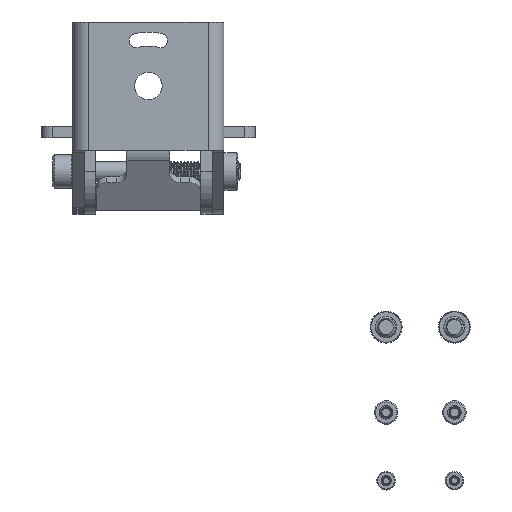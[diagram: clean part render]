
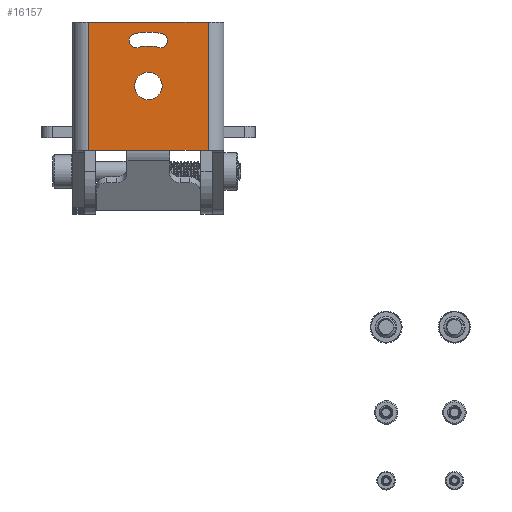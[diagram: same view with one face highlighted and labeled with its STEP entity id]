
A CAD part, front view. The second image highlights one B-rep face of the part: STEP entity #16157.
In plain terms, the highlighted planar face has unit normal (0, -1, 0).
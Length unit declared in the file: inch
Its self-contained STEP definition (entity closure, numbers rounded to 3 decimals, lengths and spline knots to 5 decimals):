
#319 = ORIENTED_EDGE ( 'NONE', *, *, #13750, .T. ) ;
#323 = DIRECTION ( 'NONE',  ( -1., 0., 0. ) ) ;
#656 = CARTESIAN_POINT ( 'NONE',  ( -0.7, 0., 0.75 ) ) ;
#852 = LINE ( 'NONE', #16702, #7264 ) ;
#919 = EDGE_CURVE ( 'NONE', #24516, #28684, #852, .T. ) ;
#1187 = EDGE_CURVE ( 'NONE', #3934, #13362, #16866, .T. ) ;
#1282 = ORIENTED_EDGE ( 'NONE', *, *, #12480, .F. ) ;
#1853 = EDGE_CURVE ( 'NONE', #31081, #3934, #24094, .T. ) ;
#2211 = EDGE_CURVE ( 'NONE', #24516, #33939, #17517, .T. ) ;
#2253 = PLANE ( 'NONE',  #15413 ) ;
#2686 = CARTESIAN_POINT ( 'NONE',  ( 0., 0., 0.4675 ) ) ;
#2860 = AXIS2_PLACEMENT_3D ( 'NONE', #11478, #22381, #30339 ) ;
#3153 = CARTESIAN_POINT ( 'NONE',  ( 0.7, 0., -0.75 ) ) ;
#3358 = VECTOR ( 'NONE', #17172, 39.37008 ) ;
#3559 = DIRECTION ( 'NONE',  ( 0., -1., 0. ) ) ;
#3602 = DIRECTION ( 'NONE',  ( 0., 0., 1. ) ) ;
#3934 = VERTEX_POINT ( 'NONE', #15628 ) ;
#5065 = EDGE_CURVE ( 'NONE', #31345, #21250, #21475, .T. ) ;
#5406 = VERTEX_POINT ( 'NONE', #2686 ) ;
#6802 = DIRECTION ( 'NONE',  ( 0., 1., 0. ) ) ;
#7264 = VECTOR ( 'NONE', #323, 39.37008 ) ;
#7321 = DIRECTION ( 'NONE',  ( 0., 0., 1. ) ) ;
#7369 = DIRECTION ( 'NONE',  ( 0., 0., 1. ) ) ;
#7580 = DIRECTION ( 'NONE',  ( 0., -1., 0. ) ) ;
#7674 = CIRCLE ( 'NONE', #9949, 0.6325 ) ;
#7739 = AXIS2_PLACEMENT_3D ( 'NONE', #28447, #34039, #28104 ) ;
#8481 = CARTESIAN_POINT ( 'NONE',  ( 0., 0., 0. ) ) ;
#8494 = ORIENTED_EDGE ( 'NONE', *, *, #1187, .F. ) ;
#8709 = CARTESIAN_POINT ( 'NONE',  ( 0.121, 0., 0.45157 ) ) ;
#9427 = LINE ( 'NONE', #656, #18422 ) ;
#9828 = ORIENTED_EDGE ( 'NONE', *, *, #30121, .T. ) ;
#9949 = AXIS2_PLACEMENT_3D ( 'NONE', #8481, #3559, #24167 ) ;
#10185 = CARTESIAN_POINT ( 'NONE',  ( 0., 0., 0. ) ) ;
#10486 = ORIENTED_EDGE ( 'NONE', *, *, #919, .F. ) ;
#11391 = DIRECTION ( 'NONE',  ( 0., -1., 0. ) ) ;
#11478 = CARTESIAN_POINT ( 'NONE',  ( 0., 0., 0. ) ) ;
#12480 = EDGE_CURVE ( 'NONE', #13362, #31345, #7674, .T. ) ;
#12836 = FACE_BOUND ( 'NONE', #34520, .T. ) ;
#13055 = DIRECTION ( 'NONE',  ( 0., 0., 1. ) ) ;
#13138 = LINE ( 'NONE', #23869, #28596 ) ;
#13362 = VERTEX_POINT ( 'NONE', #26969 ) ;
#13750 = EDGE_CURVE ( 'NONE', #20473, #23041, #28763, .T. ) ;
#14758 = DIRECTION ( 'NONE',  ( 0., -1., 0. ) ) ;
#14780 = EDGE_CURVE ( 'NONE', #21250, #5406, #18682, .T. ) ;
#15413 = AXIS2_PLACEMENT_3D ( 'NONE', #10185, #20929, #7369 ) ;
#15628 = CARTESIAN_POINT ( 'NONE',  ( 0.1637, 0., 0.61095 ) ) ;
#15814 = VERTEX_POINT ( 'NONE', #30485 ) ;
#16157 = ADVANCED_FACE ( 'NONE', ( #16667, #12836, #34278 ), #2253, .F. ) ;
#16667 = FACE_BOUND ( 'NONE', #22699, .T. ) ;
#16702 = CARTESIAN_POINT ( 'NONE',  ( -0.75, 0., -0.75 ) ) ;
#16866 = CIRCLE ( 'NONE', #31487, 0.6325 ) ;
#17172 = DIRECTION ( 'NONE',  ( 0., 0., 1. ) ) ;
#17502 = EDGE_CURVE ( 'NONE', #5406, #31081, #18238, .T. ) ;
#17517 = LINE ( 'NONE', #25444, #3358 ) ;
#18238 = CIRCLE ( 'NONE', #25499, 0.4675 ) ;
#18422 = VECTOR ( 'NONE', #20180, 39.37008 ) ;
#18626 = ORIENTED_EDGE ( 'NONE', *, *, #5065, .F. ) ;
#18656 = CARTESIAN_POINT ( 'NONE',  ( 0.7, 0., 0.75 ) ) ;
#18682 = CIRCLE ( 'NONE', #26567, 0.4675 ) ;
#18969 = CARTESIAN_POINT ( 'NONE',  ( 0.14235, 0., 0.53126 ) ) ;
#20150 = CARTESIAN_POINT ( 'NONE',  ( 0., 0., 0. ) ) ;
#20180 = DIRECTION ( 'NONE',  ( 0., 0., -1. ) ) ;
#20203 = DIRECTION ( 'NONE',  ( 0., 0., 1. ) ) ;
#20269 = CARTESIAN_POINT ( 'NONE',  ( -0.121, 0., 0.45157 ) ) ;
#20473 = VERTEX_POINT ( 'NONE', #23424 ) ;
#20772 = CARTESIAN_POINT ( 'NONE',  ( -0.7, 0., -0.75 ) ) ;
#20929 = DIRECTION ( 'NONE',  ( 0., 1., 0. ) ) ;
#21250 = VERTEX_POINT ( 'NONE', #20269 ) ;
#21316 = ORIENTED_EDGE ( 'NONE', *, *, #31184, .T. ) ;
#21475 = CIRCLE ( 'NONE', #33835, 0.0825 ) ;
#22123 = DIRECTION ( 'NONE',  ( 0., 0., 1. ) ) ;
#22381 = DIRECTION ( 'NONE',  ( 0., 1., 0. ) ) ;
#22699 = EDGE_LOOP ( 'NONE', ( #26160, #18626, #1282, #8494, #23622, #25312 ) ) ;
#22947 = CIRCLE ( 'NONE', #7739, 0.1615 ) ;
#23041 = VERTEX_POINT ( 'NONE', #28194 ) ;
#23424 = CARTESIAN_POINT ( 'NONE',  ( 0., 0., -0.1615 ) ) ;
#23622 = ORIENTED_EDGE ( 'NONE', *, *, #1853, .F. ) ;
#23773 = ORIENTED_EDGE ( 'NONE', *, *, #2211, .T. ) ;
#23869 = CARTESIAN_POINT ( 'NONE',  ( -0.75, 0., 0.75 ) ) ;
#24094 = CIRCLE ( 'NONE', #24741, 0.0825 ) ;
#24167 = DIRECTION ( 'NONE',  ( 0., 0., 1. ) ) ;
#24516 = VERTEX_POINT ( 'NONE', #3153 ) ;
#24741 = AXIS2_PLACEMENT_3D ( 'NONE', #18969, #11391, #22123 ) ;
#25312 = ORIENTED_EDGE ( 'NONE', *, *, #17502, .F. ) ;
#25444 = CARTESIAN_POINT ( 'NONE',  ( 0.7, 0., -0.75 ) ) ;
#25499 = AXIS2_PLACEMENT_3D ( 'NONE', #31463, #6802, #7321 ) ;
#26160 = ORIENTED_EDGE ( 'NONE', *, *, #14780, .F. ) ;
#26567 = AXIS2_PLACEMENT_3D ( 'NONE', #20150, #28256, #3602 ) ;
#26631 = CARTESIAN_POINT ( 'NONE',  ( -0.14235, 0., 0.53126 ) ) ;
#26969 = CARTESIAN_POINT ( 'NONE',  ( 0., 0., 0.6325 ) ) ;
#28104 = DIRECTION ( 'NONE',  ( 0., 0., 1. ) ) ;
#28194 = CARTESIAN_POINT ( 'NONE',  ( 0., 0., 0.1615 ) ) ;
#28256 = DIRECTION ( 'NONE',  ( 0., 1., 0. ) ) ;
#28447 = CARTESIAN_POINT ( 'NONE',  ( 0., 0., 0. ) ) ;
#28596 = VECTOR ( 'NONE', #31971, 39.37008 ) ;
#28684 = VERTEX_POINT ( 'NONE', #20772 ) ;
#28763 = CIRCLE ( 'NONE', #2860, 0.1615 ) ;
#29007 = ORIENTED_EDGE ( 'NONE', *, *, #30973, .F. ) ;
#29146 = CARTESIAN_POINT ( 'NONE',  ( -0.1637, 0., 0.61095 ) ) ;
#30034 = EDGE_LOOP ( 'NONE', ( #23773, #29007, #9828, #10486 ) ) ;
#30121 = EDGE_CURVE ( 'NONE', #15814, #28684, #9427, .T. ) ;
#30339 = DIRECTION ( 'NONE',  ( 0., 0., 1. ) ) ;
#30485 = CARTESIAN_POINT ( 'NONE',  ( -0.7, 0., 0.75 ) ) ;
#30952 = CARTESIAN_POINT ( 'NONE',  ( 0., 0., 0. ) ) ;
#30973 = EDGE_CURVE ( 'NONE', #15814, #33939, #13138, .T. ) ;
#31081 = VERTEX_POINT ( 'NONE', #8709 ) ;
#31184 = EDGE_CURVE ( 'NONE', #23041, #20473, #22947, .T. ) ;
#31345 = VERTEX_POINT ( 'NONE', #29146 ) ;
#31463 = CARTESIAN_POINT ( 'NONE',  ( 0., 0., 0. ) ) ;
#31487 = AXIS2_PLACEMENT_3D ( 'NONE', #30952, #14758, #20203 ) ;
#31971 = DIRECTION ( 'NONE',  ( 1., 0., 0. ) ) ;
#33835 = AXIS2_PLACEMENT_3D ( 'NONE', #26631, #7580, #13055 ) ;
#33939 = VERTEX_POINT ( 'NONE', #18656 ) ;
#34039 = DIRECTION ( 'NONE',  ( 0., 1., 0. ) ) ;
#34278 = FACE_OUTER_BOUND ( 'NONE', #30034, .T. ) ;
#34520 = EDGE_LOOP ( 'NONE', ( #21316, #319 ) ) ;
